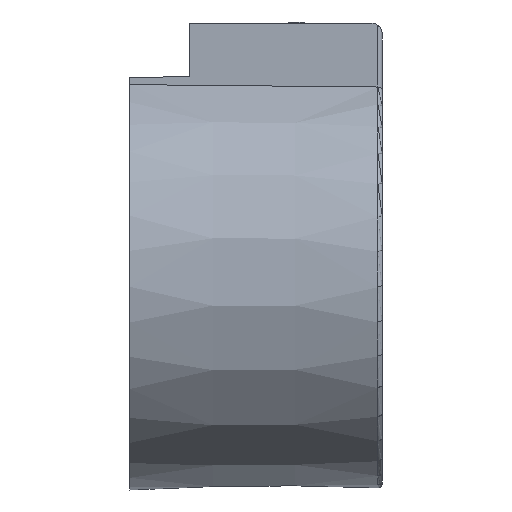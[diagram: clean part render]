
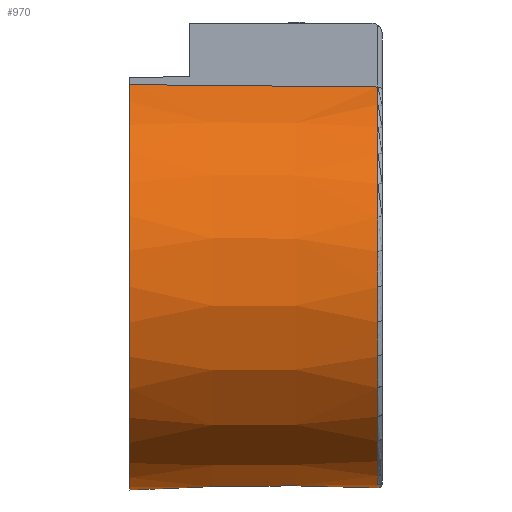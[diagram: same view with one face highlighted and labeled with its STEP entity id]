
A CAD part, left-side view. The second image highlights one B-rep face of the part: STEP entity #970.
In plain terms, the highlighted conical face has half-angle 0.5 degrees and reference radius 19.54 mm.
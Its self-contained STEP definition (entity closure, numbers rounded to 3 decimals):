
#505=CONICAL_SURFACE('',#7027,19.54,0.5);
#509=CIRCLE('',#7025,19.745);
#510=CIRCLE('',#7026,19.543);
#853=B_SPLINE_CURVE_WITH_KNOTS('',3,(#9915,#9916,#9917,#9918),
 .UNSPECIFIED.,.F.,.F.,(4,4),(0.,1.),.UNSPECIFIED.);
#854=B_SPLINE_CURVE_WITH_KNOTS('',3,(#9938,#9939,#9940,#9941),
 .UNSPECIFIED.,.F.,.F.,(4,4),(0.,1.),.UNSPECIFIED.);
#855=B_SPLINE_CURVE_WITH_KNOTS('',3,(#9944,#9945,#9946,#9947),
 .UNSPECIFIED.,.F.,.F.,(4,4),(0.,1.),.UNSPECIFIED.);
#856=B_SPLINE_CURVE_WITH_KNOTS('',3,(#9951,#9952,#9953,#9954),
 .UNSPECIFIED.,.F.,.F.,(4,4),(0.,1.),.UNSPECIFIED.);
#970=ADVANCED_FACE('',(#1567),#505,.T.);
#1567=FACE_OUTER_BOUND('',#2000,.T.);
#2000=EDGE_LOOP('',(#2480,#2481,#2482,#2483,#2484,#2485));
#2480=ORIENTED_EDGE('',*,*,#5093,.T.);
#2481=ORIENTED_EDGE('',*,*,#5104,.T.);
#2482=ORIENTED_EDGE('',*,*,#5103,.T.);
#2483=ORIENTED_EDGE('',*,*,#5105,.T.);
#2484=ORIENTED_EDGE('',*,*,#5106,.T.);
#2485=ORIENTED_EDGE('',*,*,#5107,.T.);
#4496=VERTEX_POINT('',#9914);
#4497=VERTEX_POINT('',#9919);
#4501=VERTEX_POINT('',#9929);
#4505=VERTEX_POINT('',#9937);
#4506=VERTEX_POINT('',#9948);
#4507=VERTEX_POINT('',#9950);
#5093=EDGE_CURVE('',#4497,#4496,#853,.T.);
#5103=EDGE_CURVE('',#4501,#4505,#854,.T.);
#5104=EDGE_CURVE('',#4496,#4501,#509,.T.);
#5105=EDGE_CURVE('',#4505,#4506,#855,.T.);
#5106=EDGE_CURVE('',#4506,#4507,#510,.T.);
#5107=EDGE_CURVE('',#4507,#4497,#856,.T.);
#7025=AXIS2_PLACEMENT_3D('',#9943,#7853,#7854);
#7026=AXIS2_PLACEMENT_3D('',#9949,#7855,#7856);
#7027=AXIS2_PLACEMENT_3D('',#9955,#7857,#7858);
#7853=DIRECTION('',(0.,-1.,0.));
#7854=DIRECTION('',(0.,0.,1.));
#7855=DIRECTION('',(0.,1.,0.));
#7856=DIRECTION('',(0.,0.,-1.));
#7857=DIRECTION('',(0.,1.,0.));
#7858=DIRECTION('',(0.,0.,1.));
#9914=CARTESIAN_POINT('',(-8.101,15.599,18.007));
#9915=CARTESIAN_POINT('',(-8.101,-7.501,17.785));
#9916=CARTESIAN_POINT('',(-8.101,0.199,17.859));
#9917=CARTESIAN_POINT('',(-8.101,7.899,17.933));
#9918=CARTESIAN_POINT('',(-8.101,15.599,18.007));
#9919=CARTESIAN_POINT('',(-8.101,-7.501,17.785));
#9929=CARTESIAN_POINT('',(8.099,15.599,18.008));
#9937=CARTESIAN_POINT('',(8.099,-7.501,17.786));
#9938=CARTESIAN_POINT('',(8.099,15.599,18.008));
#9939=CARTESIAN_POINT('',(8.099,7.899,17.934));
#9940=CARTESIAN_POINT('',(8.099,0.199,17.86));
#9941=CARTESIAN_POINT('',(8.099,-7.501,17.786));
#9943=CARTESIAN_POINT('',(0.,15.599,0.));
#9944=CARTESIAN_POINT('',(8.099,-7.501,17.786));
#9945=CARTESIAN_POINT('',(8.099,-7.502,17.786));
#9946=CARTESIAN_POINT('',(8.099,-7.503,17.786));
#9947=CARTESIAN_POINT('',(8.099,-7.504,17.786));
#9948=CARTESIAN_POINT('',(8.099,-7.504,17.786));
#9949=CARTESIAN_POINT('',(0.,-7.504,0.));
#9950=CARTESIAN_POINT('',(-8.101,-7.504,17.785));
#9951=CARTESIAN_POINT('',(-8.101,-7.504,17.785));
#9952=CARTESIAN_POINT('',(-8.101,-7.503,17.785));
#9953=CARTESIAN_POINT('',(-8.101,-7.502,17.785));
#9954=CARTESIAN_POINT('',(-8.101,-7.501,17.785));
#9955=CARTESIAN_POINT('',(0.,-7.901,0.));
